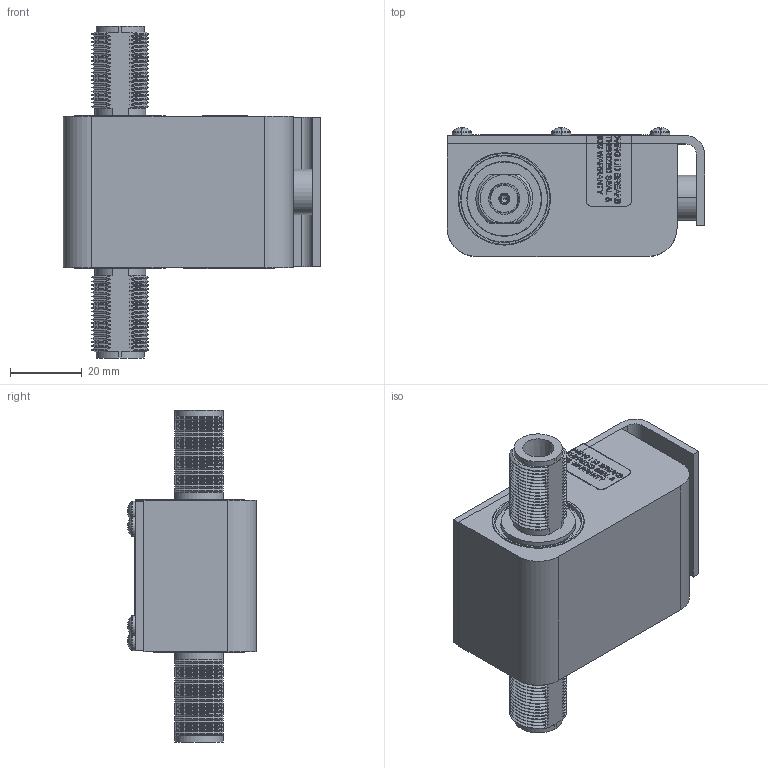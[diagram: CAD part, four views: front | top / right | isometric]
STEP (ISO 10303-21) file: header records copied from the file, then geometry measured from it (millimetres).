
FILE_DESCRIPTION (( 'STEP AP214' ), '1' );
FILE_NAME ('DGXZ-60NFNF-A.STEP', '2019-07-30T18:30:44', ( '' ), ( '' ), 'SwSTEP 2.0', 'SolidWorks 2019', '' );
FILE_SCHEMA (( 'AUTOMOTIVE_DESIGN' ));
Length unit declared in the file: inch
Products named in the file (16): 5220-0007; 9020-0055; 7020-1394; 1101-0211-03; 7020-2988A; 7040-0062; 9090-1950; 7020-2798; 1103-0002; 1708-1211; Solder_6040-0015; 2011-1306; 1081-0251-05; DGXZ-60NFNF-A; 5330-0198-01; 7040-0079
Assembly tree (23 placements, depth 3):
  Solder_6040-0015
  DGXZ-60NFNF-A
    9090-1950
      5330-0198-01
      7040-0062  x2
      2011-1306  x2
      1103-0002  x2
      1101-0211-03  x2
    9020-0055
      5220-0007
      1708-1211
    7040-0079
    1081-0251-05  x6
    7020-1394
    7020-2988A
    7020-2798
Bounding box: 71.88 x 35.94 x 92.66 mm (x, y, z)
Volume: 65735 mm3; surface area: 41044.7 mm2
Topology: 21 solids, 21 shells, 3871 faces, 10092 edges, 6445 vertices
Faces by surface type: plane 1811, cylinder 811, cone 670, bspline 519, torus 56, sphere 4
Entity records: 127230 total; most frequent: CARTESIAN_POINT 38990, ORIENTED_EDGE 15518, DIRECTION 12362, EDGE_CURVE 7759, LINE 5514, VECTOR 5514, VERTEX_POINT 5078, AXIS2_PLACEMENT_3D 3424
